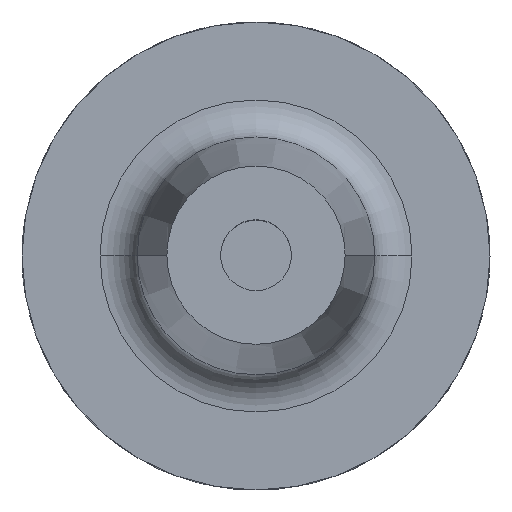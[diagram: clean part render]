
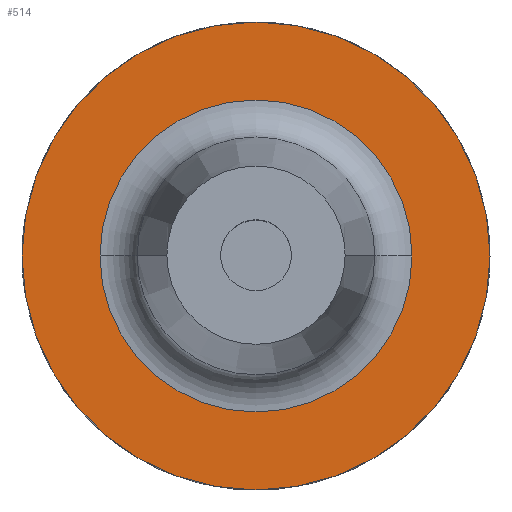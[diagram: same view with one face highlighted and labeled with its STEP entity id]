
A CAD part, top view. The second image highlights one B-rep face of the part: STEP entity #514.
In plain terms, the highlighted planar face has unit normal (0, 0, 1).
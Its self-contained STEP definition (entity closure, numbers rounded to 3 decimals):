
#4 = VERTEX_POINT ( 'NONE', #1643 ) ;
#26 = CARTESIAN_POINT ( 'NONE',  ( -31.5, 0., 27. ) ) ;
#28 = DIRECTION ( 'NONE',  ( -1., 0., 0. ) ) ;
#38 = CARTESIAN_POINT ( 'NONE',  ( 21., 0., 27. ) ) ;
#40 = CARTESIAN_POINT ( 'NONE',  ( -21., 0., 27. ) ) ;
#61 = ORIENTED_EDGE ( 'NONE', *, *, #653, .T. ) ;
#118 = AXIS2_PLACEMENT_3D ( 'NONE', #1492, #963, #28 ) ;
#119 = FACE_OUTER_BOUND ( 'NONE', #1217, .T. ) ;
#135 = ORIENTED_EDGE ( 'NONE', *, *, #943, .T. ) ;
#369 = AXIS2_PLACEMENT_3D ( 'NONE', #1083, #1088, #1105 ) ;
#418 = CARTESIAN_POINT ( 'NONE',  ( 0., 0., 27. ) ) ;
#422 = EDGE_LOOP ( 'NONE', ( #135, #61 ) ) ;
#440 = AXIS2_PLACEMENT_3D ( 'NONE', #1277, #1382, #1391 ) ;
#488 = DIRECTION ( 'NONE',  ( 0., 0., -1. ) ) ;
#504 = DIRECTION ( 'NONE',  ( -1., 0., 0. ) ) ;
#514 = ADVANCED_FACE ( 'NONE', ( #1470, #119 ), #1309, .F. ) ;
#563 = CIRCLE ( 'NONE', #369, 21. ) ;
#590 = CIRCLE ( 'NONE', #1319, 31.5 ) ;
#653 = EDGE_CURVE ( 'NONE', #1283, #1429, #563, .T. ) ;
#858 = CIRCLE ( 'NONE', #1399, 31.5 ) ;
#943 = EDGE_CURVE ( 'NONE', #1429, #1283, #1081, .T. ) ;
#963 = DIRECTION ( 'NONE',  ( 0., 0., -1. ) ) ;
#1081 = CIRCLE ( 'NONE', #118, 21. ) ;
#1083 = CARTESIAN_POINT ( 'NONE',  ( 0., 0., 27. ) ) ;
#1088 = DIRECTION ( 'NONE',  ( 0., 0., -1. ) ) ;
#1105 = DIRECTION ( 'NONE',  ( -1., 0., 0. ) ) ;
#1178 = EDGE_CURVE ( 'NONE', #4, #1278, #590, .T. ) ;
#1202 = EDGE_CURVE ( 'NONE', #1278, #4, #858, .T. ) ;
#1217 = EDGE_LOOP ( 'NONE', ( #1617, #1648 ) ) ;
#1277 = CARTESIAN_POINT ( 'NONE',  ( 0., 0., 27. ) ) ;
#1278 = VERTEX_POINT ( 'NONE', #26 ) ;
#1283 = VERTEX_POINT ( 'NONE', #38 ) ;
#1309 = PLANE ( 'NONE',  #440 ) ;
#1319 = AXIS2_PLACEMENT_3D ( 'NONE', #1567, #1578, #1587 ) ;
#1382 = DIRECTION ( 'NONE',  ( 0., 0., -1. ) ) ;
#1391 = DIRECTION ( 'NONE',  ( -1., 0., 0. ) ) ;
#1399 = AXIS2_PLACEMENT_3D ( 'NONE', #418, #488, #504 ) ;
#1429 = VERTEX_POINT ( 'NONE', #40 ) ;
#1470 = FACE_BOUND ( 'NONE', #422, .T. ) ;
#1492 = CARTESIAN_POINT ( 'NONE',  ( 0., 0., 27. ) ) ;
#1567 = CARTESIAN_POINT ( 'NONE',  ( 0., 0., 27. ) ) ;
#1578 = DIRECTION ( 'NONE',  ( 0., 0., -1. ) ) ;
#1587 = DIRECTION ( 'NONE',  ( -1., 0., 0. ) ) ;
#1617 = ORIENTED_EDGE ( 'NONE', *, *, #1202, .F. ) ;
#1643 = CARTESIAN_POINT ( 'NONE',  ( 31.5, 0., 27. ) ) ;
#1648 = ORIENTED_EDGE ( 'NONE', *, *, #1178, .F. ) ;
